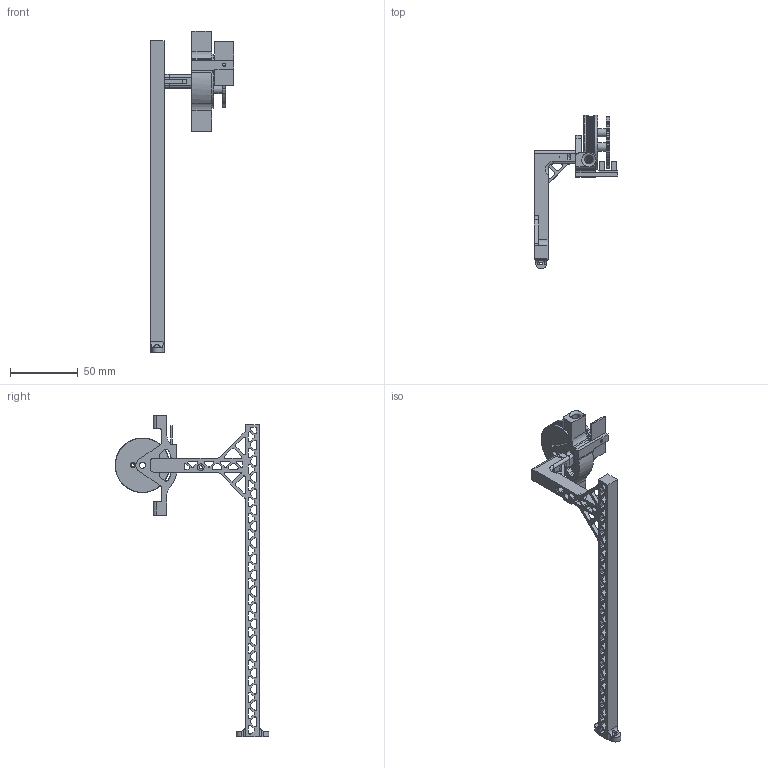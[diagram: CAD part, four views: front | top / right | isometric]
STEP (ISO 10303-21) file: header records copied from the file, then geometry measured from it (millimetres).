
FILE_DESCRIPTION(/* description */ (''),/* implementation_level */ '2;1');
FILE_NAME(/* name */ 'JFMW2025_001.step',/* time_stamp */ '2025-09-22T23:24:17+09:00',/* author */ (''),/* organization */ (''),/* preprocessor_version */ 'ST-DEVELOPER v20.1',/* originating_system */ 'Autodesk Translation Framework v14.17.0.0',/* authorisation */ '');
FILE_SCHEMA (('AUTOMOTIVE_DESIGN { 1 0 10303 214 3 1 1 }'));
Products named in the file (6): JFMW2025_001; Arm; Body; Sensor; Encoder; Rotater
Assembly tree (5 placements, depth 2):
  JFMW2025_001
    Arm
    Body
    Sensor
    Encoder
    Rotater
Bounding box: 61.25 x 113 x 236.82 mm (x, y, z)
Volume: 44248.6 mm3; surface area: 36144.2 mm2
Topology: 5 solids, 5 shells, 1503 faces, 4446 edges, 2955 vertices
Faces by surface type: plane 592, cylinder 417, torus 333, cone 161
Full cylindrical faces by diameter (mm): 2.2 x17, 4 x3, 4.5 x2, 5 x2, 6 x3, 6.2 x2, 8 x1, 38 x1, 40 x2
Entity records: 55578 total; most frequent: CARTESIAN_POINT 14764, ORIENTED_EDGE 8892, DIRECTION 8319, EDGE_CURVE 4446, AXIS2_PLACEMENT_3D 3188, VERTEX_POINT 2955, LINE 1943, VECTOR 1943
